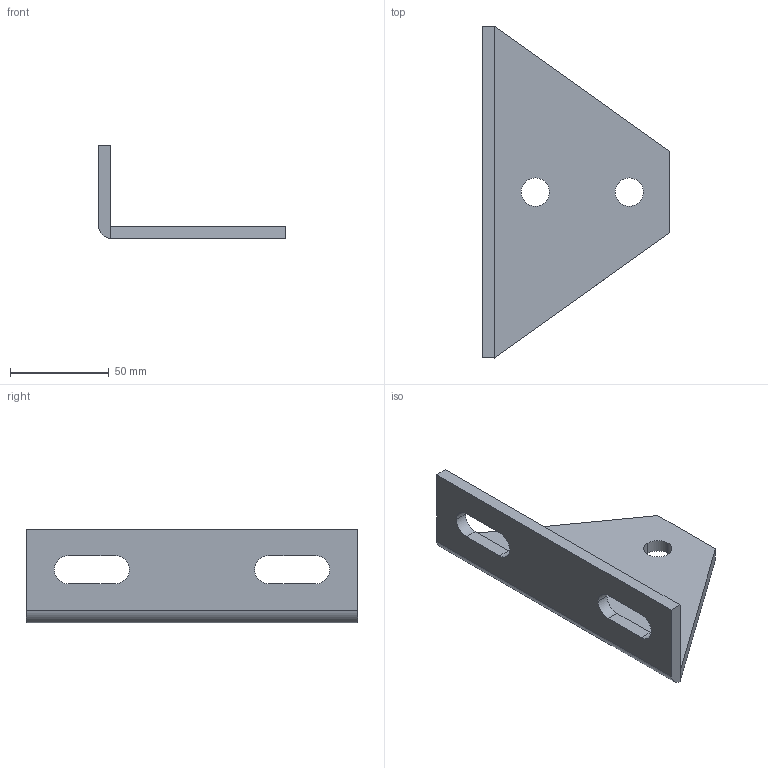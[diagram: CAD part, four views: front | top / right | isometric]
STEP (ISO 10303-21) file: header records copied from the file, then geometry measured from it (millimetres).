
FILE_DESCRIPTION(('TurboCAD Mac Pro'),'Build 980');
FILE_NAME('P1130.stp',' ',(''),(''),'ACIS Interop','IMSI','TurboCAD Mac Pro BY IMSI, INCORPORATED');
FILE_SCHEMA(('automotive_design'));
Length unit declared in the file: inch
Products named in the file (1): 1
Bounding box: 95.15 x 168.09 x 47.58 mm (x, y, z)
Volume: 99539.1 mm3; surface area: 36464.2 mm2
Topology: 1 solids, 1 shells, 31 faces, 83 edges, 54 vertices
Faces by surface type: bspline 16, plane 14, cylinder 1
Entity records: 1331 total; most frequent: CARTESIAN_POINT 377, ORIENTED_EDGE 166, DIRECTION 85, EDGE_CURVE 83, VERTEX_POINT 54, LINE 49, VECTOR 49, EDGE_LOOP 39
